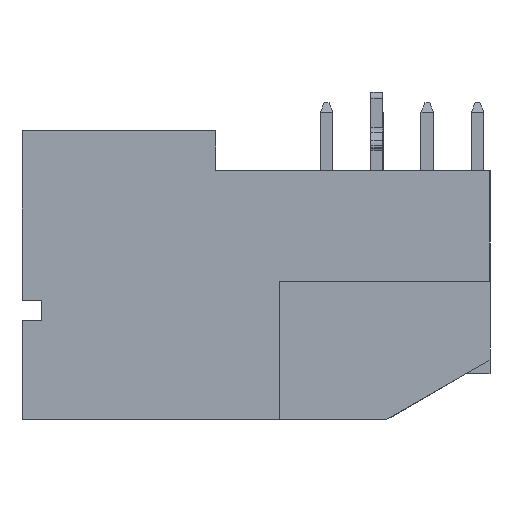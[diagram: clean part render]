
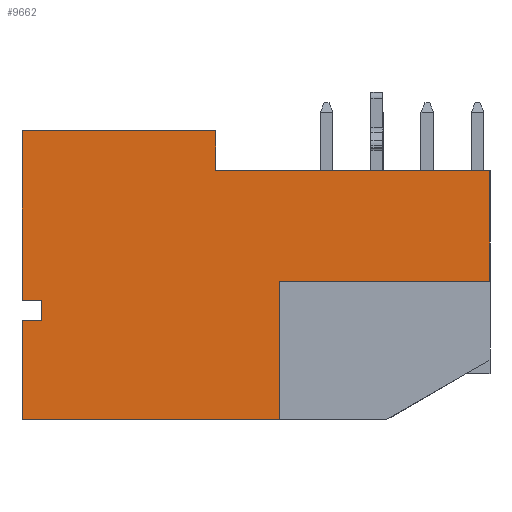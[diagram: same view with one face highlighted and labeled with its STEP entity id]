
A CAD part, left-side view. The second image highlights one B-rep face of the part: STEP entity #9662.
In plain terms, the highlighted planar face has unit normal (-1, 0, 0).
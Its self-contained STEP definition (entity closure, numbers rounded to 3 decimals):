
#3342=CARTESIAN_POINT('',(7.62,-15.365,5.28));
#3343=VERTEX_POINT('',#3342);
#3350=CARTESIAN_POINT('',(7.62,-15.365,-0.31));
#3351=VERTEX_POINT('',#3350);
#3352=CARTESIAN_POINT('',(7.62,-15.365,-0.31));
#3353=DIRECTION('',(0.,0.,1.));
#3354=VECTOR('',#3353,5.59);
#3355=LINE('',#3352,#3354);
#3356=EDGE_CURVE('',#3351,#3343,#3355,.T.);
#5535=CARTESIAN_POINT('',(7.62,-4.745,-7.29));
#5536=VERTEX_POINT('',#5535);
#5543=CARTESIAN_POINT('',(7.62,8.255,-7.29));
#5544=VERTEX_POINT('',#5543);
#5545=CARTESIAN_POINT('',(7.62,-4.745,-7.29));
#5546=DIRECTION('',(0.,1.,0.));
#5547=VECTOR('',#5546,13.);
#5548=LINE('',#5545,#5547);
#5549=EDGE_CURVE('',#5536,#5544,#5548,.T.);
#5596=CARTESIAN_POINT('',(7.62,8.255,-1.275));
#5597=VERTEX_POINT('',#5596);
#5604=CARTESIAN_POINT('',(7.62,8.255,7.29));
#5605=VERTEX_POINT('',#5604);
#5606=CARTESIAN_POINT('',(7.62,8.255,-1.275));
#5607=DIRECTION('',(0.,0.,1.));
#5608=VECTOR('',#5607,8.565);
#5609=LINE('',#5606,#5608);
#5610=EDGE_CURVE('',#5597,#5605,#5609,.T.);
#5692=CARTESIAN_POINT('',(7.62,8.255,-2.275));
#5693=VERTEX_POINT('',#5692);
#5694=CARTESIAN_POINT('',(7.62,8.255,-7.29));
#5695=DIRECTION('',(0.,0.,1.));
#5696=VECTOR('',#5695,5.015);
#5697=LINE('',#5694,#5696);
#5698=EDGE_CURVE('',#5544,#5693,#5697,.T.);
#5741=CARTESIAN_POINT('',(7.62,-1.525,5.28));
#5742=VERTEX_POINT('',#5741);
#5749=CARTESIAN_POINT('',(7.62,-1.525,5.28));
#5750=DIRECTION('',(0.,-1.,0.));
#5751=VECTOR('',#5750,13.84);
#5752=LINE('',#5749,#5751);
#5753=EDGE_CURVE('',#5742,#3343,#5752,.T.);
#8420=CARTESIAN_POINT('',(7.62,-1.525,7.29));
#8421=VERTEX_POINT('',#8420);
#8422=CARTESIAN_POINT('',(7.62,8.255,7.29));
#8423=DIRECTION('',(0.,-1.,0.));
#8424=VECTOR('',#8423,9.78);
#8425=LINE('',#8422,#8424);
#8426=EDGE_CURVE('',#5605,#8421,#8425,.T.);
#8444=CARTESIAN_POINT('',(7.62,-1.525,7.29));
#8445=DIRECTION('',(0.,0.,-1.));
#8446=VECTOR('',#8445,2.01);
#8447=LINE('',#8444,#8446);
#8448=EDGE_CURVE('',#8421,#5742,#8447,.T.);
#9405=CARTESIAN_POINT('',(7.62,-4.745,-0.31));
#9406=VERTEX_POINT('',#9405);
#9413=CARTESIAN_POINT('',(7.62,-4.745,-0.31));
#9414=DIRECTION('',(0.,0.,-1.));
#9415=VECTOR('',#9414,6.98);
#9416=LINE('',#9413,#9415);
#9417=EDGE_CURVE('',#9406,#5536,#9416,.T.);
#9507=CARTESIAN_POINT('',(7.62,-15.365,-0.31));
#9508=DIRECTION('',(0.,1.,0.));
#9509=VECTOR('',#9508,10.62);
#9510=LINE('',#9507,#9509);
#9511=EDGE_CURVE('',#3351,#9406,#9510,.T.);
#9552=CARTESIAN_POINT('',(7.62,7.255,-1.275));
#9553=VERTEX_POINT('',#9552);
#9560=CARTESIAN_POINT('',(7.62,7.255,-1.275));
#9561=DIRECTION('',(0.,1.,0.));
#9562=VECTOR('',#9561,1.);
#9563=LINE('',#9560,#9562);
#9564=EDGE_CURVE('',#9553,#5597,#9563,.T.);
#9606=CARTESIAN_POINT('',(7.62,7.255,-2.275));
#9607=VERTEX_POINT('',#9606);
#9617=CARTESIAN_POINT('',(7.62,8.255,-2.275));
#9618=DIRECTION('',(0.,-1.,0.));
#9619=VECTOR('',#9618,1.);
#9620=LINE('',#9617,#9619);
#9621=EDGE_CURVE('',#5693,#9607,#9620,.T.);
#9634=CARTESIAN_POINT('',(7.62,7.255,-2.275));
#9635=DIRECTION('',(0.,0.,1.));
#9636=VECTOR('',#9635,1.);
#9637=LINE('',#9634,#9636);
#9638=EDGE_CURVE('',#9607,#9553,#9637,.T.);
#9643=CARTESIAN_POINT('',(7.62,8.255,-7.29));
#9644=DIRECTION('',(0.,-1.,0.));
#9645=DIRECTION('',(-1.,0.,0.));
#9646=AXIS2_PLACEMENT_3D('',#9643,#9645,#9644);
#9647=PLANE('',#9646);
#9648=ORIENTED_EDGE('',*,*,#8448,.F.);
#9649=ORIENTED_EDGE('',*,*,#8426,.F.);
#9650=ORIENTED_EDGE('',*,*,#5610,.F.);
#9651=ORIENTED_EDGE('',*,*,#9564,.F.);
#9652=ORIENTED_EDGE('',*,*,#9638,.F.);
#9653=ORIENTED_EDGE('',*,*,#9621,.F.);
#9654=ORIENTED_EDGE('',*,*,#5698,.F.);
#9655=ORIENTED_EDGE('',*,*,#5549,.F.);
#9656=ORIENTED_EDGE('',*,*,#9417,.F.);
#9657=ORIENTED_EDGE('',*,*,#9511,.F.);
#9658=ORIENTED_EDGE('',*,*,#3356,.T.);
#9659=ORIENTED_EDGE('',*,*,#5753,.F.);
#9660=EDGE_LOOP('',(#9648,#9649,#9650,#9651,#9652,#9653,#9654,#9655,#9656,#9657,#9658,#9659));
#9661=FACE_OUTER_BOUND('',#9660,.T.);
#9662=ADVANCED_FACE('',(#9661),#9647,.T.);
